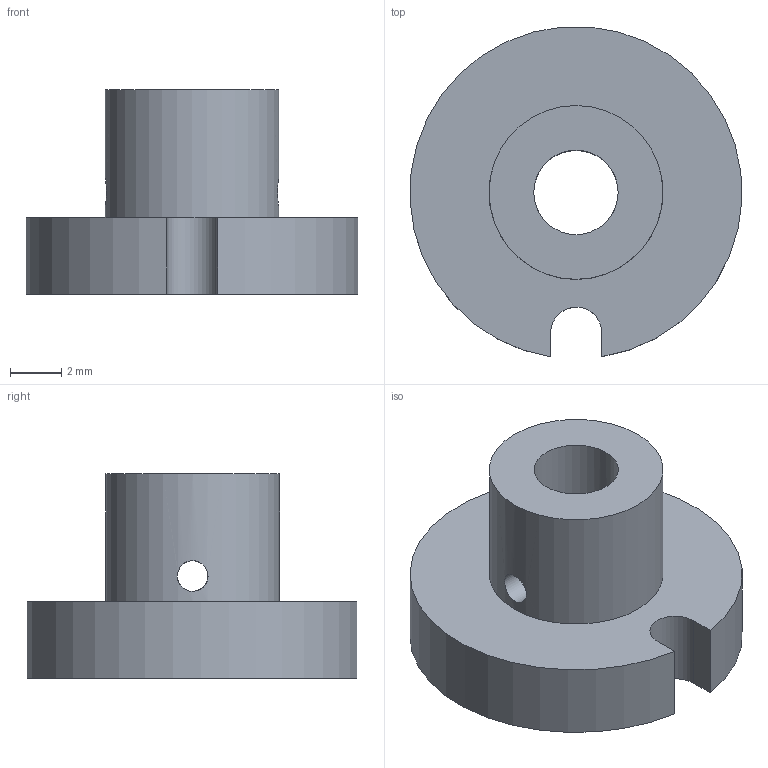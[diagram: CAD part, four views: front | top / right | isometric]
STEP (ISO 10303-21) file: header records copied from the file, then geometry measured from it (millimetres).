
FILE_DESCRIPTION(/* description */ ('STEP AP242','CAx-IF Rec.Pracs.---Representation and Presentation of Product Manufacturing Information (PMI)---4.0---2014-10-13','CAx-IF Rec.Pracs.---3D Tessellated Geometry---0.4---2014-09-14','2;1'),/* implementation_level */ '2;1');
FILE_NAME(/* name */ '68a7489ad933694ae6f3d393',/* time_stamp */ '2025-08-21T16:26:03Z',/* author */ (''),/* organization */ (''),/* preprocessor_version */ 'ST-DEVELOPER v20',/* originating_system */ 'ONSHAPE BY PTC INC, 1.202',/* authorisation */ ' ');
FILE_SCHEMA (('AP242_MANAGED_MODEL_BASED_3D_ENGINEERING_MIM_LF { 1 0 10303 442 1 1 4 }'));
Length unit declared in the file: metre
Products named in the file (1): 02-05-SpringBottomPart v2
Bounding box: 12.98 x 12.9 x 8 mm (x, y, z)
Volume: 496.7 mm3; surface area: 571.4 mm2
Topology: 1 solids, 1 shells, 12 faces, 35 edges, 24 vertices
Faces by surface type: plane 6, cylinder 6
Full cylindrical faces by diameter (mm): 1.2 x2, 3.3 x1, 6.8 x1
Entity records: 386 total; most frequent: CARTESIAN_POINT 97, DIRECTION 52, ORIENTED_EDGE 46, EDGE_CURVE 23, EDGE_LOOP 23, FACE_BOUND 23, AXIS2_PLACEMENT_3D 21, VERTEX_POINT 18
